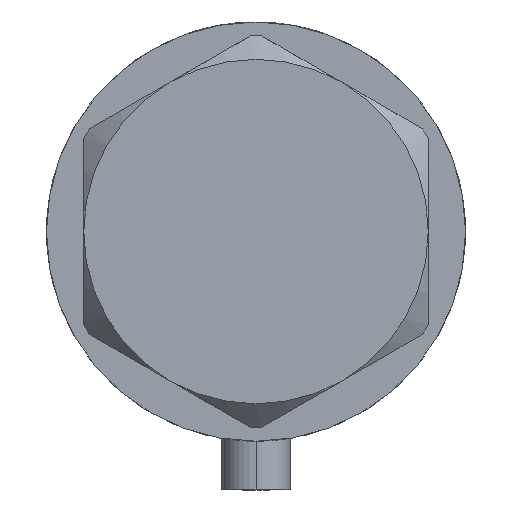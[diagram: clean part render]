
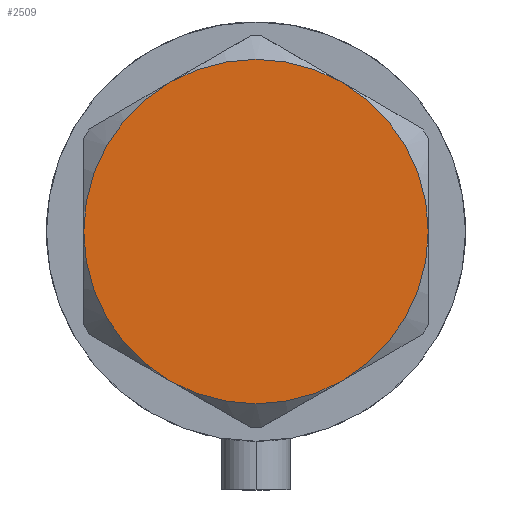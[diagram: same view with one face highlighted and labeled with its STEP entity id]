
A CAD part, left-side view. The second image highlights one B-rep face of the part: STEP entity #2509.
In plain terms, the highlighted face is planar.
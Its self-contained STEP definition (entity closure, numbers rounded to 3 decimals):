
#49 = CARTESIAN_POINT ( 'NONE',  ( 15., -25.981, 14.5 ) ) ;
#93 = ORIENTED_EDGE ( 'NONE', *, *, #2367, .T. ) ;
#111 = CARTESIAN_POINT ( 'NONE',  ( -15., 25.981, 14.5 ) ) ;
#181 = VERTEX_POINT ( 'NONE', #250 ) ;
#249 = PLANE ( 'NONE',  #3046 ) ;
#250 = CARTESIAN_POINT ( 'NONE',  ( 15., 25.981, 14.5 ) ) ;
#449 = VERTEX_POINT ( 'NONE', #4001 ) ;
#561 = CARTESIAN_POINT ( 'NONE',  ( 0., 0., 14.5 ) ) ;
#584 = AXIS2_PLACEMENT_3D ( 'NONE', #4140, #2071, #1759 ) ;
#610 = DIRECTION ( 'NONE',  ( 1., 0., 0. ) ) ;
#751 = VERTEX_POINT ( 'NONE', #111 ) ;
#953 = CIRCLE ( 'NONE', #2907, 30. ) ;
#955 = FACE_OUTER_BOUND ( 'NONE', #3435, .T. ) ;
#1143 = DIRECTION ( 'NONE',  ( 1., 0., 0. ) ) ;
#1172 = VERTEX_POINT ( 'NONE', #2964 ) ;
#1173 = AXIS2_PLACEMENT_3D ( 'NONE', #1499, #3922, #3218 ) ;
#1259 = DIRECTION ( 'NONE',  ( 1., 0., 0. ) ) ;
#1299 = CARTESIAN_POINT ( 'NONE',  ( 30., 0., 14.5 ) ) ;
#1421 = EDGE_CURVE ( 'NONE', #449, #2746, #2895, .T. ) ;
#1467 = CIRCLE ( 'NONE', #3200, 30. ) ;
#1499 = CARTESIAN_POINT ( 'NONE',  ( 0., 0., 14.5 ) ) ;
#1620 = DIRECTION ( 'NONE',  ( 0., 0., 1. ) ) ;
#1759 = DIRECTION ( 'NONE',  ( 1., 0., 0. ) ) ;
#1950 = CARTESIAN_POINT ( 'NONE',  ( 0., 0., 14.5 ) ) ;
#1971 = CARTESIAN_POINT ( 'NONE',  ( 0., 0., 14.5 ) ) ;
#2012 = EDGE_CURVE ( 'NONE', #2525, #181, #2393, .T. ) ;
#2071 = DIRECTION ( 'NONE',  ( 0., 0., 1. ) ) ;
#2094 = ORIENTED_EDGE ( 'NONE', *, *, #2265, .T. ) ;
#2223 = DIRECTION ( 'NONE',  ( 0., 0., 1. ) ) ;
#2265 = EDGE_CURVE ( 'NONE', #751, #1172, #2980, .T. ) ;
#2273 = DIRECTION ( 'NONE',  ( 0., 0., 1. ) ) ;
#2367 = EDGE_CURVE ( 'NONE', #181, #751, #1467, .T. ) ;
#2393 = CIRCLE ( 'NONE', #1173, 30. ) ;
#2466 = ORIENTED_EDGE ( 'NONE', *, *, #1421, .T. ) ;
#2495 = DIRECTION ( 'NONE',  ( 1., 0., 0. ) ) ;
#2509 = ADVANCED_FACE ( 'NONE', ( #955 ), #249, .T. ) ;
#2525 = VERTEX_POINT ( 'NONE', #1299 ) ;
#2596 = EDGE_CURVE ( 'NONE', #2746, #2525, #3633, .T. ) ;
#2746 = VERTEX_POINT ( 'NONE', #49 ) ;
#2848 = EDGE_CURVE ( 'NONE', #1172, #449, #953, .T. ) ;
#2881 = ORIENTED_EDGE ( 'NONE', *, *, #2848, .T. ) ;
#2895 = CIRCLE ( 'NONE', #3625, 30. ) ;
#2907 = AXIS2_PLACEMENT_3D ( 'NONE', #4355, #1620, #1143 ) ;
#2964 = CARTESIAN_POINT ( 'NONE',  ( -30., 0., 14.5 ) ) ;
#2980 = CIRCLE ( 'NONE', #584, 30. ) ;
#3046 = AXIS2_PLACEMENT_3D ( 'NONE', #1950, #3293, #610 ) ;
#3186 = ORIENTED_EDGE ( 'NONE', *, *, #2012, .T. ) ;
#3200 = AXIS2_PLACEMENT_3D ( 'NONE', #3586, #2223, #2495 ) ;
#3218 = DIRECTION ( 'NONE',  ( 1., 0., 0. ) ) ;
#3293 = DIRECTION ( 'NONE',  ( 0., 0., 1. ) ) ;
#3416 = DIRECTION ( 'NONE',  ( 0., 0., 1. ) ) ;
#3435 = EDGE_LOOP ( 'NONE', ( #3711, #3186, #93, #2094, #2881, #2466 ) ) ;
#3586 = CARTESIAN_POINT ( 'NONE',  ( 0., 0., 14.5 ) ) ;
#3625 = AXIS2_PLACEMENT_3D ( 'NONE', #1971, #3416, #4440 ) ;
#3633 = CIRCLE ( 'NONE', #4354, 30. ) ;
#3711 = ORIENTED_EDGE ( 'NONE', *, *, #2596, .T. ) ;
#3922 = DIRECTION ( 'NONE',  ( 0., 0., 1. ) ) ;
#4001 = CARTESIAN_POINT ( 'NONE',  ( -15., -25.981, 14.5 ) ) ;
#4140 = CARTESIAN_POINT ( 'NONE',  ( 0., 0., 14.5 ) ) ;
#4354 = AXIS2_PLACEMENT_3D ( 'NONE', #561, #2273, #1259 ) ;
#4355 = CARTESIAN_POINT ( 'NONE',  ( 0., 0., 14.5 ) ) ;
#4440 = DIRECTION ( 'NONE',  ( 1., 0., 0. ) ) ;
